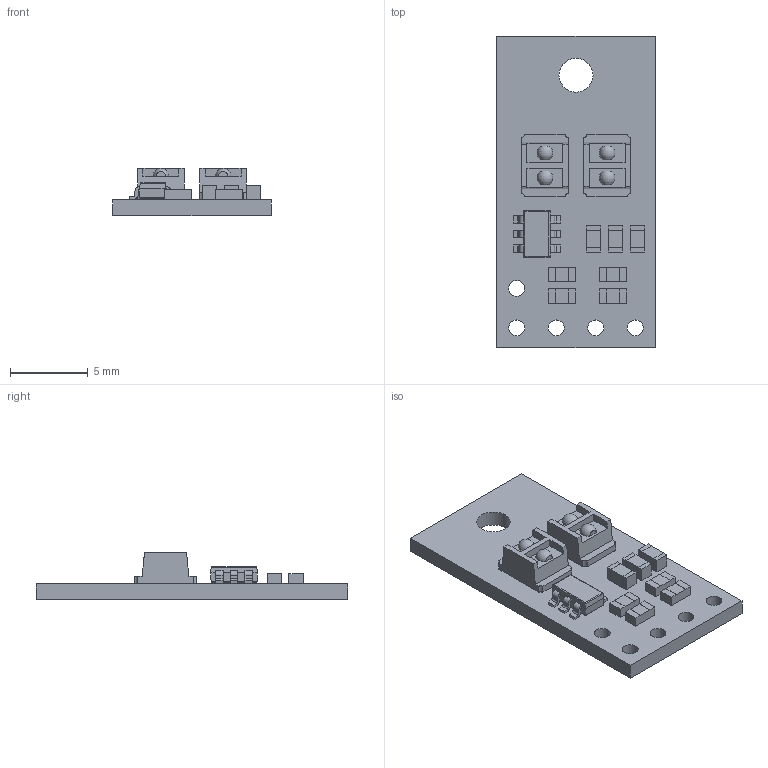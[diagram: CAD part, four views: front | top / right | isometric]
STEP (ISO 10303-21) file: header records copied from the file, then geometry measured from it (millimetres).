
FILE_DESCRIPTION (( 'STEP AP214' ), '1' );
FILE_NAME ('qtrx-hd-02x-reflectance-sensor-array.step', '2018-09-28T18:18:39', ( '' ), ( '' ), 'SwSTEP 2.0', 'SolidWorks 2016', '' );
FILE_SCHEMA (( 'AUTOMOTIVE_DESIGN' ));
Length unit declared in the file: millimetre
Products named in the file (1): qtrx-hd-02x-reflectance-sensor-array
Bounding box: 10.16 x 20 x 3.04 mm (x, y, z)
Volume: 245.5 mm3; surface area: 622.7 mm2
Topology: 1 solids, 1 shells, 647 faces, 1772 edges, 1174 vertices
Faces by surface type: plane 446, bspline 143, cylinder 54, torus 4
Full cylindrical faces by diameter (mm): 1.016 x5, 2.184 x1
Entity records: 32227 total; most frequent: CARTESIAN_POINT 9549, ORIENTED_EDGE 3532, DIRECTION 2572, EDGE_CURVE 1766, LINE 1346, VECTOR 1346, VERTEX_POINT 1174, EDGE_LOOP 734
